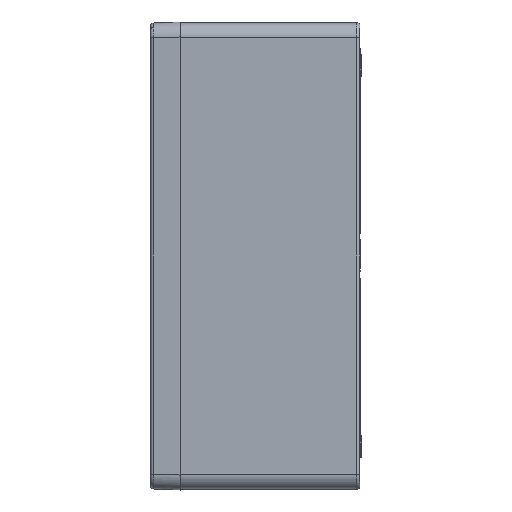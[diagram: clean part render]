
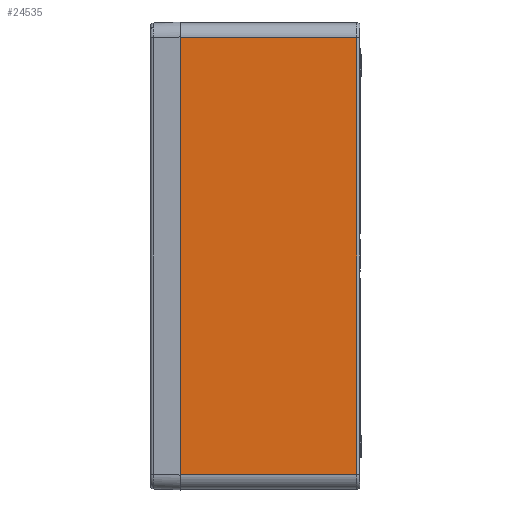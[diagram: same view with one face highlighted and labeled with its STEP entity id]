
A CAD part, left-side view. The second image highlights one B-rep face of the part: STEP entity #24535.
In plain terms, the highlighted planar face has unit normal (-1, 0, 0).
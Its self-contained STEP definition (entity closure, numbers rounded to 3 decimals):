
#4042=FACE_OUTER_BOUND('',#5865,.T.);
#5865=EDGE_LOOP('',(#19670,#19671,#19672,#19673));
#7556=LINE('',#59106,#9349);
#7571=LINE('',#59526,#9364);
#7572=LINE('',#59528,#9365);
#7573=LINE('',#59529,#9366);
#9349=VECTOR('',#30468,1000.);
#9364=VECTOR('',#30491,1000.);
#9365=VECTOR('',#30492,1000.);
#9366=VECTOR('',#30493,1000.);
#11675=VERTEX_POINT('',#59103);
#11676=VERTEX_POINT('',#59105);
#11705=VERTEX_POINT('',#59525);
#11706=VERTEX_POINT('',#59527);
#14533=EDGE_CURVE('',#11675,#11676,#7556,.T.);
#14563=EDGE_CURVE('',#11675,#11705,#7571,.T.);
#14564=EDGE_CURVE('',#11705,#11706,#7572,.T.);
#14565=EDGE_CURVE('',#11706,#11676,#7573,.T.);
#19670=ORIENTED_EDGE('',*,*,#14563,.T.);
#19671=ORIENTED_EDGE('',*,*,#14564,.T.);
#19672=ORIENTED_EDGE('',*,*,#14565,.T.);
#19673=ORIENTED_EDGE('',*,*,#14533,.F.);
#23412=PLANE('',#26542);
#24535=ADVANCED_FACE('',(#4042),#23412,.T.);
#26542=AXIS2_PLACEMENT_3D('',#59524,#30489,#30490);
#30468=DIRECTION('',(0.,0.,1.));
#30489=DIRECTION('center_axis',(-1.,0.,0.));
#30490=DIRECTION('ref_axis',(0.,0.,1.));
#30491=DIRECTION('',(0.,-1.,0.));
#30492=DIRECTION('',(0.,0.,1.));
#30493=DIRECTION('',(0.,1.,0.));
#59103=CARTESIAN_POINT('',(-201.5,0.,-146.));
#59105=CARTESIAN_POINT('',(-201.5,0.,146.));
#59106=CARTESIAN_POINT('',(-201.5,0.,-156.));
#59524=CARTESIAN_POINT('Origin',(-201.5,-120.,-156.));
#59525=CARTESIAN_POINT('',(-201.5,-118.,-146.));
#59526=CARTESIAN_POINT('',(-201.5,-120.,-146.));
#59527=CARTESIAN_POINT('',(-201.5,-118.,146.));
#59528=CARTESIAN_POINT('',(-201.5,-118.,146.));
#59529=CARTESIAN_POINT('',(-201.5,-120.,146.));
